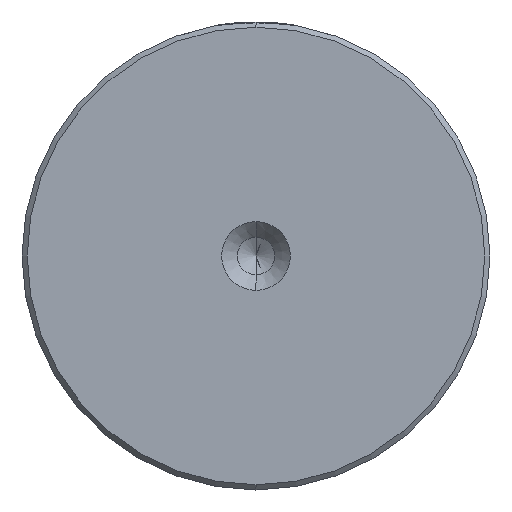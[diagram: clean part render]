
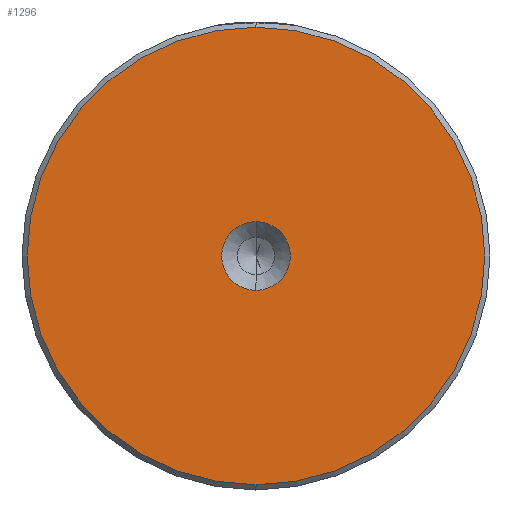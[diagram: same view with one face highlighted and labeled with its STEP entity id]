
A CAD part, left-side view. The second image highlights one B-rep face of the part: STEP entity #1296.
In plain terms, the highlighted planar face has unit normal (-1, 0, 0).
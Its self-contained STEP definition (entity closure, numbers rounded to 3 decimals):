
#138 = DIRECTION ( 'NONE',  ( 0., 0., 1. ) ) ;
#161 = ORIENTED_EDGE ( 'NONE', *, *, #1092, .F. ) ;
#207 = CARTESIAN_POINT ( 'NONE',  ( 0., 0., 3.3 ) ) ;
#213 = DIRECTION ( 'NONE',  ( -1., 0., 0. ) ) ;
#344 = AXIS2_PLACEMENT_3D ( 'NONE', #1351, #213, #1545 ) ;
#373 = CIRCLE ( 'NONE', #344, 22. ) ;
#429 = FACE_OUTER_BOUND ( 'NONE', #1652, .T. ) ;
#436 = CARTESIAN_POINT ( 'NONE',  ( 0., 0., 22. ) ) ;
#455 = VERTEX_POINT ( 'NONE', #207 ) ;
#664 = CARTESIAN_POINT ( 'NONE',  ( 0., 0., 0. ) ) ;
#782 = CIRCLE ( 'NONE', #2214, 3.3 ) ;
#822 = VERTEX_POINT ( 'NONE', #1816 ) ;
#852 = PLANE ( 'NONE',  #2062 ) ;
#969 = EDGE_CURVE ( 'NONE', #455, #1638, #1910, .T. ) ;
#992 = CARTESIAN_POINT ( 'NONE',  ( 0., 0., 0. ) ) ;
#1060 = AXIS2_PLACEMENT_3D ( 'NONE', #2426, #1279, #138 ) ;
#1092 = EDGE_CURVE ( 'NONE', #1638, #455, #782, .T. ) ;
#1177 = DIRECTION ( 'NONE',  ( 0., 0., 1. ) ) ;
#1224 = DIRECTION ( 'NONE',  ( 0., 0., 1. ) ) ;
#1279 = DIRECTION ( 'NONE',  ( -1., 0., 0. ) ) ;
#1296 = ADVANCED_FACE ( 'NONE', ( #429, #1370 ), #852, .T. ) ;
#1327 = AXIS2_PLACEMENT_3D ( 'NONE', #2460, #2268, #2071 ) ;
#1351 = CARTESIAN_POINT ( 'NONE',  ( 0., 0., 0. ) ) ;
#1370 = FACE_BOUND ( 'NONE', #1512, .T. ) ;
#1512 = EDGE_LOOP ( 'NONE', ( #2147, #161 ) ) ;
#1545 = DIRECTION ( 'NONE',  ( 0., 0., 1. ) ) ;
#1638 = VERTEX_POINT ( 'NONE', #2285 ) ;
#1652 = EDGE_LOOP ( 'NONE', ( #2156, #2047 ) ) ;
#1709 = EDGE_CURVE ( 'NONE', #2372, #822, #1980, .T. ) ;
#1816 = CARTESIAN_POINT ( 'NONE',  ( 0., 0., -22. ) ) ;
#1910 = CIRCLE ( 'NONE', #1327, 3.3 ) ;
#1980 = CIRCLE ( 'NONE', #1060, 22. ) ;
#1989 = EDGE_CURVE ( 'NONE', #822, #2372, #373, .T. ) ;
#2047 = ORIENTED_EDGE ( 'NONE', *, *, #1709, .T. ) ;
#2062 = AXIS2_PLACEMENT_3D ( 'NONE', #664, #2370, #1224 ) ;
#2071 = DIRECTION ( 'NONE',  ( 0., 0., 1. ) ) ;
#2147 = ORIENTED_EDGE ( 'NONE', *, *, #969, .F. ) ;
#2156 = ORIENTED_EDGE ( 'NONE', *, *, #1989, .T. ) ;
#2214 = AXIS2_PLACEMENT_3D ( 'NONE', #992, #2325, #1177 ) ;
#2268 = DIRECTION ( 'NONE',  ( -1., 0., 0. ) ) ;
#2285 = CARTESIAN_POINT ( 'NONE',  ( 0., 0., -3.3 ) ) ;
#2325 = DIRECTION ( 'NONE',  ( -1., 0., 0. ) ) ;
#2370 = DIRECTION ( 'NONE',  ( -1., 0., 0. ) ) ;
#2372 = VERTEX_POINT ( 'NONE', #436 ) ;
#2426 = CARTESIAN_POINT ( 'NONE',  ( 0., 0., 0. ) ) ;
#2460 = CARTESIAN_POINT ( 'NONE',  ( 0., 0., 0. ) ) ;
